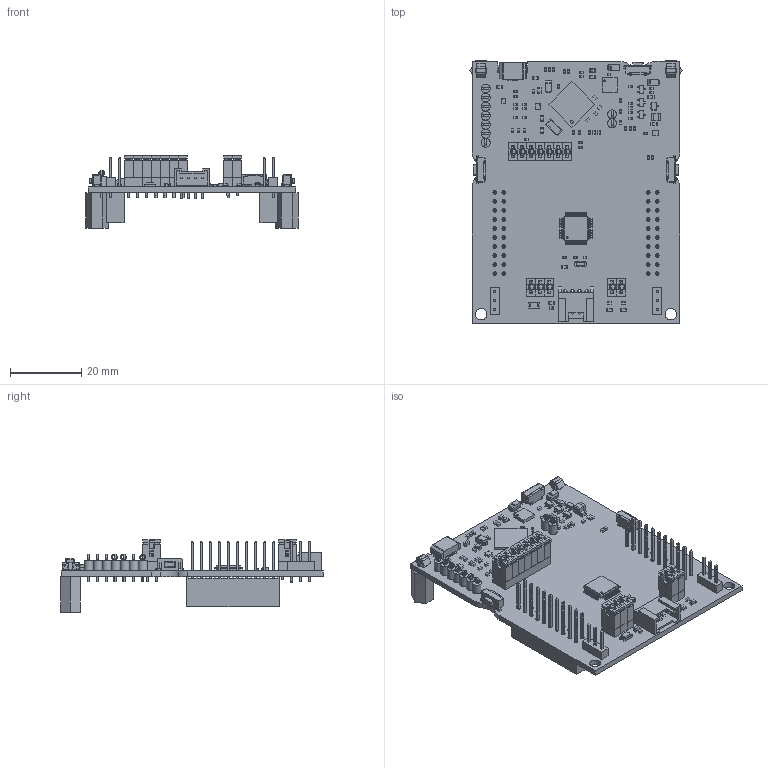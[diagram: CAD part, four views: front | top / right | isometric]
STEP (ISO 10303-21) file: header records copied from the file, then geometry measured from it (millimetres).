
FILE_DESCRIPTION(('Open CASCADE Model'),'2;1');
FILE_NAME('Open CASCADE Shape Model','2020-06-26T16:32:45',('Author'),( 'Open CASCADE'),'Open CASCADE STEP processor 6.8','Open CASCADE 6.8' ,'Unknown');
FILE_SCHEMA(('AUTOMOTIVE_DESIGN { 1 0 10303 214 1 1 1 1 }'));
Length unit declared in the file: millimetre
Products named in the file (256): PCB; Board; Open CASCADE STEP translator 6.8 1.1.1; J11; SamtecTSW-07_2x1; SamtecTSWpin; SamtecTSWbody; J10; J9; J8; J7; H2; MAE-10; H1; J12; 110990037; Q1; 7545807360; Extruded; 7545809280; 7545809360; 7545810720; 7545806880; 7545800160; 7545811200; 7545810080; 7616706208; 7616699888; S3; 1188E-1K2-V-TR; 1188E-1K2-V-TR_1; 1188E-1K2-V-TR_2; 1188E-1K2-V-TR_3; 1188E-1K2-V-TR_4; 1188E-1K2-V-TR_5; 1188E-1K2-V-TR_6; 1188E-1K2-V-TR_7; S2; S1; R6 ...
Assembly tree (541 placements, depth 5):
  PCB
    Board
      Open CASCADE STEP translator 6.8 1.1.1
    J11
      SamtecTSW-07_2x1
        SamtecTSWpin  x2
        SamtecTSWbody  x2
    J10
      SamtecTSW-07_2x1
        SamtecTSWpin  x2
        SamtecTSWbody  x2
    J9
      SamtecTSW-07_2x1
        SamtecTSWpin  x2
        SamtecTSWbody  x2
    J8
      SamtecTSW-07_2x1
        SamtecTSWpin  x2
        SamtecTSWbody  x2
    J7
      SamtecTSW-07_2x1
        SamtecTSWpin  x2
        SamtecTSWbody  x2
    H2
      MAE-10
    H1
      MAE-10
    J12
      110990037
    Q1
      7545807360
        Extruded
      7545809280
        Extruded
      7545809360
        Extruded
      7545810720
        Extruded
      7545806880
      7545800160
        Extruded
      7545811200
        Extruded
      7545810080
        Extruded
      7616706208
        Extruded
      7616699888  x2
        Extruded
    S3
      1188E-1K2-V-TR
        1188E-1K2-V-TR_1
        1188E-1K2-V-TR_2
        1188E-1K2-V-TR_3
        1188E-1K2-V-TR_4
        1188E-1K2-V-TR_5
        1188E-1K2-V-TR_6
        1188E-1K2-V-TR_7
    S2
      1188E-1K2-V-TR
Bounding box: 59.71 x 73.87 x 20.34 mm (x, y, z)
Volume: 11298.1 mm3; surface area: 21943.8 mm2
Topology: 428 solids, 428 shells, 7545 faces, 19261 edges, 12606 vertices
Faces by surface type: plane 6527, cylinder 952, bspline 48, sphere 16, cone 2
Full cylindrical faces by diameter (mm): 0.9 x6, 1.016 x39, 1.02 x40, 1.05 x4, 2.5 x9, 2.7 x2, 3.175 x4
Entity records: 73640 total; most frequent: CARTESIAN_POINT 11848, DIRECTION 11091, ORIENTED_EDGE 10724, EDGE_CURVE 5362, LINE 4759, VECTOR 4759, VERTEX_POINT 3501, AXIS2_PLACEMENT_3D 3166
